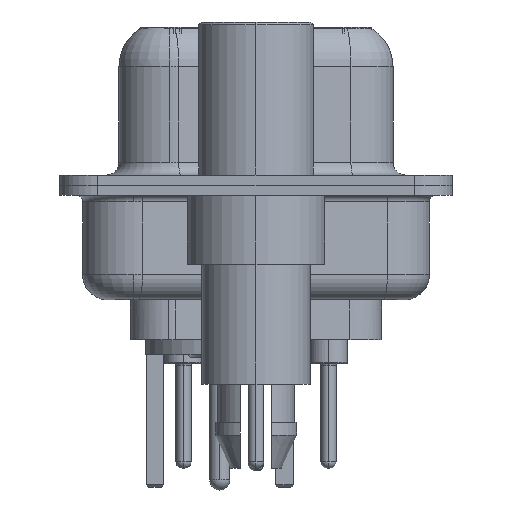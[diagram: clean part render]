
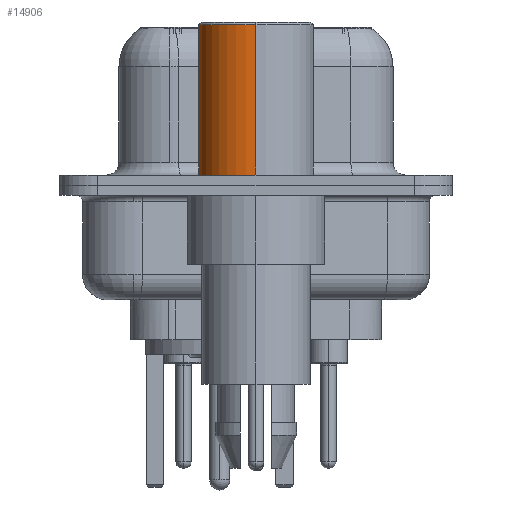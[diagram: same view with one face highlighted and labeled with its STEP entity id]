
A CAD part, left-side view. The second image highlights one B-rep face of the part: STEP entity #14906.
In plain terms, the highlighted cylindrical face has radius 2.25 mm (diameter 4.5 mm), a partial arc.
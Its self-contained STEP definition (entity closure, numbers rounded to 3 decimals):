
#67 = VECTOR ( 'NONE', #33737, 1000. ) ;
#1364 = ORIENTED_EDGE ( 'NONE', *, *, #30885, .T. ) ;
#3401 = CARTESIAN_POINT ( 'NONE',  ( -2.25, 0., 6.3 ) ) ;
#4882 = ORIENTED_EDGE ( 'NONE', *, *, #30594, .F. ) ;
#5207 = VECTOR ( 'NONE', #32577, 1000. ) ;
#7741 = DIRECTION ( 'NONE',  ( 1., 0., 0. ) ) ;
#8680 = CARTESIAN_POINT ( 'NONE',  ( 2.25, 0., 6.3 ) ) ;
#9324 = AXIS2_PLACEMENT_3D ( 'NONE', #12723, #28839, #7741 ) ;
#9536 = DIRECTION ( 'NONE',  ( 0., 0., 1. ) ) ;
#10126 = VERTEX_POINT ( 'NONE', #12256 ) ;
#10620 = EDGE_CURVE ( 'NONE', #17042, #27576, #23374, .T. ) ;
#10813 = ORIENTED_EDGE ( 'NONE', *, *, #34025, .T. ) ;
#11899 = AXIS2_PLACEMENT_3D ( 'NONE', #25580, #9536, #12210 ) ;
#11985 = CYLINDRICAL_SURFACE ( 'NONE', #18750, 2.25 ) ;
#12210 = DIRECTION ( 'NONE',  ( 1., 0., 0. ) ) ;
#12256 = CARTESIAN_POINT ( 'NONE',  ( -2.25, 0., 0.4 ) ) ;
#12723 = CARTESIAN_POINT ( 'NONE',  ( 0., 0., 0.4 ) ) ;
#14906 = ADVANCED_FACE ( 'NONE', ( #21576 ), #11985, .T. ) ;
#15688 = VERTEX_POINT ( 'NONE', #17668 ) ;
#17042 = VERTEX_POINT ( 'NONE', #8680 ) ;
#17121 = DIRECTION ( 'NONE',  ( 0., 0., 1. ) ) ;
#17668 = CARTESIAN_POINT ( 'NONE',  ( 2.25, 0., 0.4 ) ) ;
#18750 = AXIS2_PLACEMENT_3D ( 'NONE', #29748, #17121, #19819 ) ;
#19259 = ORIENTED_EDGE ( 'NONE', *, *, #10620, .F. ) ;
#19509 = CARTESIAN_POINT ( 'NONE',  ( 2.25, 0., 0.581 ) ) ;
#19819 = DIRECTION ( 'NONE',  ( 1., 0., 0. ) ) ;
#20326 = CARTESIAN_POINT ( 'NONE',  ( -2.25, 0., 0.581 ) ) ;
#21000 = CIRCLE ( 'NONE', #9324, 2.25 ) ;
#21576 = FACE_OUTER_BOUND ( 'NONE', #30392, .T. ) ;
#23051 = LINE ( 'NONE', #19509, #5207 ) ;
#23374 = CIRCLE ( 'NONE', #11899, 2.25 ) ;
#25580 = CARTESIAN_POINT ( 'NONE',  ( 0., 0., 6.3 ) ) ;
#27576 = VERTEX_POINT ( 'NONE', #3401 ) ;
#28839 = DIRECTION ( 'NONE',  ( 0., 0., 1. ) ) ;
#29121 = LINE ( 'NONE', #20326, #67 ) ;
#29748 = CARTESIAN_POINT ( 'NONE',  ( 0., 0., 0.581 ) ) ;
#30392 = EDGE_LOOP ( 'NONE', ( #1364, #10813, #19259, #4882 ) ) ;
#30594 = EDGE_CURVE ( 'NONE', #15688, #17042, #23051, .T. ) ;
#30885 = EDGE_CURVE ( 'NONE', #15688, #10126, #21000, .T. ) ;
#32577 = DIRECTION ( 'NONE',  ( 0., 0., 1. ) ) ;
#33737 = DIRECTION ( 'NONE',  ( 0., 0., 1. ) ) ;
#34025 = EDGE_CURVE ( 'NONE', #10126, #27576, #29121, .T. ) ;
